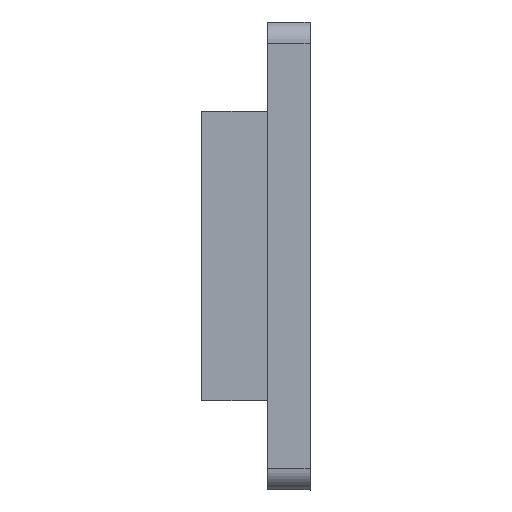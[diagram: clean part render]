
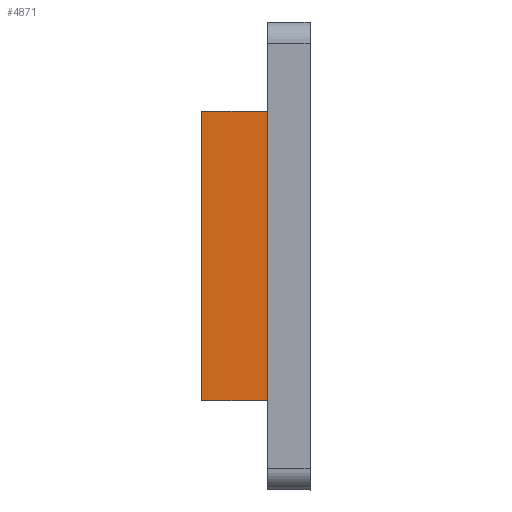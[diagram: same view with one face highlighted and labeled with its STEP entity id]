
A CAD part, left-side view. The second image highlights one B-rep face of the part: STEP entity #4871.
In plain terms, the highlighted planar face has unit normal (-1, 0, 0).
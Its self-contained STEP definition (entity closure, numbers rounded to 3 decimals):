
#106=CARTESIAN_POINT('',(446.4,-77.25,155.08));
#107=VERTEX_POINT('',#106);
#116=CARTESIAN_POINT('',(446.4,-77.25,127.58));
#117=VERTEX_POINT('',#116);
#118=CARTESIAN_POINT('',(446.4,-77.25,127.58));
#119=DIRECTION('',(0.,0.,1.));
#120=VECTOR('',#119,27.5);
#121=LINE('',#118,#120);
#122=EDGE_CURVE('NONE',#117,#107,#121,.T.);
#1119=CARTESIAN_POINT('',(446.4,-69.75,127.58));
#1120=VERTEX_POINT('',#1119);
#1127=CARTESIAN_POINT('',(446.4,-69.75,155.08));
#1128=VERTEX_POINT('',#1127);
#1129=CARTESIAN_POINT('',(446.4,-69.75,127.58));
#1130=DIRECTION('',(0.,0.,1.));
#1131=VECTOR('',#1130,27.5);
#1132=LINE('',#1129,#1131);
#1133=EDGE_CURVE('NONE',#1120,#1128,#1132,.T.);
#1660=CARTESIAN_POINT('',(446.4,-69.75,127.58));
#1661=DIRECTION('',(-0.,-1.,0.));
#1662=VECTOR('',#1661,7.5);
#1663=LINE('',#1660,#1662);
#1664=EDGE_CURVE('NONE',#1120,#117,#1663,.T.);
#1679=CARTESIAN_POINT('',(446.4,-69.75,155.08));
#1680=DIRECTION('',(-0.,-1.,0.));
#1681=VECTOR('',#1680,7.5);
#1682=LINE('',#1679,#1681);
#1683=EDGE_CURVE('NONE',#1128,#107,#1682,.T.);
#4860=CARTESIAN_POINT('',(446.4,-69.75,155.08));
#4861=DIRECTION('',(1.,0.,0.));
#4862=DIRECTION('',(0.,1.,-0.));
#4863=AXIS2_PLACEMENT_3D('',#4860,#4861,#4862);
#4864=PLANE('',#4863);
#4865=ORIENTED_EDGE('',*,*,#122,.T.);
#4866=ORIENTED_EDGE('',*,*,#1683,.F.);
#4867=ORIENTED_EDGE('',*,*,#1133,.F.);
#4868=ORIENTED_EDGE('',*,*,#1664,.T.);
#4869=EDGE_LOOP('',(#4865,#4866,#4867,#4868));
#4870=FACE_BOUND('',#4869,.T.);
#4871=ADVANCED_FACE('NONE',(#4870),#4864,.F.);
